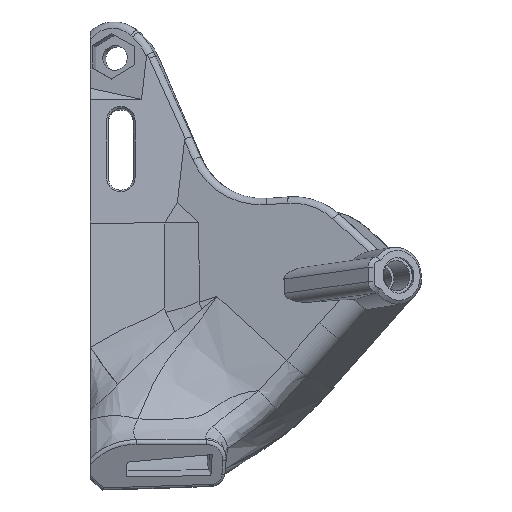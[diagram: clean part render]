
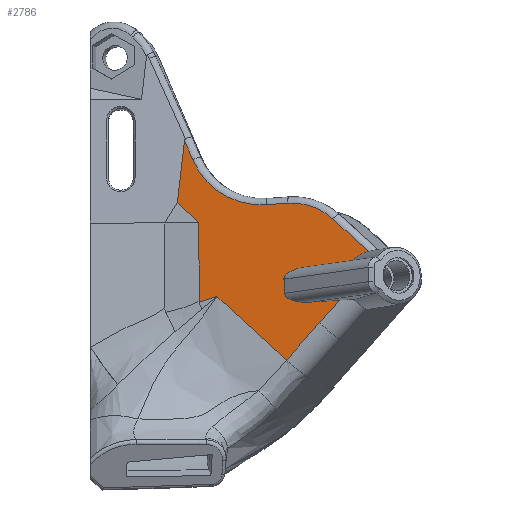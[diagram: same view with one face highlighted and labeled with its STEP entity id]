
A CAD part, left-side view. The second image highlights one B-rep face of the part: STEP entity #2786.
In plain terms, the highlighted planar face has unit normal (-0.968, 0.224, 0.11).
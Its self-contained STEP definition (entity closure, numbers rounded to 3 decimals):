
#73=ELLIPSE('',#2966,3.541,1.5);
#74=ELLIPSE('',#2967,3.541,1.5);
#75=ELLIPSE('',#2968,5.467,4.);
#117=LINE('',#5228,#306);
#118=LINE('',#5372,#307);
#119=LINE('',#5472,#308);
#120=LINE('',#5474,#309);
#121=LINE('',#5476,#310);
#122=LINE('',#5480,#311);
#123=LINE('',#5484,#312);
#124=LINE('',#5488,#313);
#125=LINE('',#5492,#314);
#126=LINE('',#5496,#315);
#127=LINE('',#5498,#316);
#128=LINE('',#5499,#317);
#306=VECTOR('',#3232,10.);
#307=VECTOR('',#3237,10.);
#308=VECTOR('',#3240,10.);
#309=VECTOR('',#3241,10.);
#310=VECTOR('',#3242,10.);
#311=VECTOR('',#3245,10.);
#312=VECTOR('',#3248,10.);
#313=VECTOR('',#3251,10.);
#314=VECTOR('',#3254,10.);
#315=VECTOR('',#3257,10.);
#316=VECTOR('',#3258,10.);
#317=VECTOR('',#3259,10.);
#479=PLANE('',#2965);
#571=FACE_OUTER_BOUND('',#745,.T.);
#745=EDGE_LOOP('',(#1986,#1987,#1988,#1989,#1990,#1991,#1992,#1993,#1994,
#1995,#1996,#1997,#1998,#1999,#2000,#2001,#2002,#2003,#2004,#2005));
#909=CIRCLE('',#2969,9.);
#910=CIRCLE('',#2970,11.);
#1035=B_SPLINE_CURVE_WITH_KNOTS('',3,(#5113,#5114,#5115,#5116,#5117,#5118,
#5119),.UNSPECIFIED.,.F.,.F.,(4,3,4),(0.,0.007,0.014),
 .UNSPECIFIED.);
#1037=B_SPLINE_CURVE_WITH_KNOTS('',3,(#5151,#5152,#5153,#5154,#5155,#5156),
 .UNSPECIFIED.,.F.,.F.,(4,2,4),(-2.849,-2.845,-2.582),
 .UNSPECIFIED.);
#1039=B_SPLINE_CURVE_WITH_KNOTS('',3,(#5221,#5222,#5223,#5224,#5225,#5226),
 .UNSPECIFIED.,.F.,.F.,(4,2,4),(4.29,4.3,4.587),
 .UNSPECIFIED.);
#1186=VERTEX_POINT('',#5084);
#1188=VERTEX_POINT('',#5096);
#1189=VERTEX_POINT('',#5144);
#1191=VERTEX_POINT('',#5220);
#1192=VERTEX_POINT('',#5227);
#1195=VERTEX_POINT('',#5367);
#1198=VERTEX_POINT('',#5471);
#1199=VERTEX_POINT('',#5473);
#1200=VERTEX_POINT('',#5475);
#1201=VERTEX_POINT('',#5477);
#1202=VERTEX_POINT('',#5479);
#1203=VERTEX_POINT('',#5481);
#1204=VERTEX_POINT('',#5483);
#1205=VERTEX_POINT('',#5485);
#1206=VERTEX_POINT('',#5487);
#1207=VERTEX_POINT('',#5489);
#1208=VERTEX_POINT('',#5491);
#1209=VERTEX_POINT('',#5493);
#1210=VERTEX_POINT('',#5495);
#1211=VERTEX_POINT('',#5497);
#1475=EDGE_CURVE('',#1186,#1188,#1035,.T.);
#1477=EDGE_CURVE('',#1189,#1188,#1037,.T.);
#1482=EDGE_CURVE('',#1186,#1191,#1039,.F.);
#1483=EDGE_CURVE('',#1192,#1191,#117,.T.);
#1491=EDGE_CURVE('',#1195,#1189,#118,.T.);
#1495=EDGE_CURVE('',#1198,#1195,#119,.T.);
#1496=EDGE_CURVE('',#1199,#1198,#120,.T.);
#1497=EDGE_CURVE('',#1199,#1200,#121,.T.);
#1498=EDGE_CURVE('',#1200,#1201,#73,.F.);
#1499=EDGE_CURVE('',#1201,#1202,#122,.T.);
#1500=EDGE_CURVE('',#1202,#1203,#74,.F.);
#1501=EDGE_CURVE('',#1204,#1203,#123,.T.);
#1502=EDGE_CURVE('',#1204,#1205,#75,.T.);
#1503=EDGE_CURVE('',#1205,#1206,#124,.T.);
#1504=EDGE_CURVE('',#1206,#1207,#909,.T.);
#1505=EDGE_CURVE('',#1207,#1208,#125,.T.);
#1506=EDGE_CURVE('',#1208,#1209,#910,.T.);
#1507=EDGE_CURVE('',#1209,#1210,#126,.T.);
#1508=EDGE_CURVE('',#1211,#1210,#127,.T.);
#1509=EDGE_CURVE('',#1192,#1211,#128,.T.);
#1986=ORIENTED_EDGE('',*,*,#1477,.F.);
#1987=ORIENTED_EDGE('',*,*,#1491,.F.);
#1988=ORIENTED_EDGE('',*,*,#1495,.F.);
#1989=ORIENTED_EDGE('',*,*,#1496,.F.);
#1990=ORIENTED_EDGE('',*,*,#1497,.T.);
#1991=ORIENTED_EDGE('',*,*,#1498,.T.);
#1992=ORIENTED_EDGE('',*,*,#1499,.T.);
#1993=ORIENTED_EDGE('',*,*,#1500,.T.);
#1994=ORIENTED_EDGE('',*,*,#1501,.F.);
#1995=ORIENTED_EDGE('',*,*,#1502,.T.);
#1996=ORIENTED_EDGE('',*,*,#1503,.T.);
#1997=ORIENTED_EDGE('',*,*,#1504,.T.);
#1998=ORIENTED_EDGE('',*,*,#1505,.T.);
#1999=ORIENTED_EDGE('',*,*,#1506,.T.);
#2000=ORIENTED_EDGE('',*,*,#1507,.T.);
#2001=ORIENTED_EDGE('',*,*,#1508,.F.);
#2002=ORIENTED_EDGE('',*,*,#1509,.F.);
#2003=ORIENTED_EDGE('',*,*,#1483,.T.);
#2004=ORIENTED_EDGE('',*,*,#1482,.F.);
#2005=ORIENTED_EDGE('',*,*,#1475,.T.);
#2786=ADVANCED_FACE('',(#571),#479,.F.);
#2965=AXIS2_PLACEMENT_3D('',#5470,#3238,#3239);
#2966=AXIS2_PLACEMENT_3D('',#5478,#3243,#3244);
#2967=AXIS2_PLACEMENT_3D('',#5482,#3246,#3247);
#2968=AXIS2_PLACEMENT_3D('',#5486,#3249,#3250);
#2969=AXIS2_PLACEMENT_3D('',#5490,#3252,#3253);
#2970=AXIS2_PLACEMENT_3D('',#5494,#3255,#3256);
#3232=DIRECTION('',(-0.113,0.,-0.994));
#3237=DIRECTION('',(0.241,0.717,0.654));
#3238=DIRECTION('center_axis',(0.968,-0.224,-0.11));
#3239=DIRECTION('ref_axis',(-0.159,-0.21,-0.965));
#3240=DIRECTION('',(0.068,0.66,-0.748));
#3241=DIRECTION('',(0.068,0.66,-0.748));
#3242=DIRECTION('',(0.218,0.974,-0.07));
#3243=DIRECTION('center_axis',(-0.968,0.224,0.11));
#3244=DIRECTION('ref_axis',(0.217,0.974,-0.07));
#3245=DIRECTION('',(0.123,0.043,0.991));
#3246=DIRECTION('center_axis',(-0.968,0.224,0.11));
#3247=DIRECTION('ref_axis',(0.217,0.974,-0.07));
#3248=DIRECTION('',(0.218,0.974,-0.07));
#3249=DIRECTION('center_axis',(0.968,-0.224,-0.11));
#3250=DIRECTION('ref_axis',(-0.226,-0.974,-0.005));
#3251=DIRECTION('',(0.241,0.717,0.654));
#3252=DIRECTION('center_axis',(-0.968,0.224,0.11));
#3253=DIRECTION('ref_axis',(0.029,-0.335,0.942));
#3254=DIRECTION('',(0.218,0.974,-0.066));
#3255=DIRECTION('center_axis',(0.968,-0.224,-0.11));
#3256=DIRECTION('ref_axis',(0.023,0.519,-0.855));
#3257=DIRECTION('',(0.192,0.386,0.902));
#3258=DIRECTION('',(0.086,-0.114,0.99));
#3259=DIRECTION('',(0.241,0.717,0.654));
#5084=CARTESIAN_POINT('',(22.707,3.382,-8.627));
#5096=CARTESIAN_POINT('',(22.687,3.359,-8.76));
#5113=CARTESIAN_POINT('Ctrl Pts',(22.707,3.382,-8.627));
#5114=CARTESIAN_POINT('Ctrl Pts',(22.704,3.382,-8.65));
#5115=CARTESIAN_POINT('Ctrl Pts',(22.701,3.38,-8.673));
#5116=CARTESIAN_POINT('Ctrl Pts',(22.698,3.376,-8.695));
#5117=CARTESIAN_POINT('Ctrl Pts',(22.695,3.372,-8.717));
#5118=CARTESIAN_POINT('Ctrl Pts',(22.691,3.367,-8.739));
#5119=CARTESIAN_POINT('Ctrl Pts',(22.687,3.359,-8.76));
#5144=CARTESIAN_POINT('',(22.199,0.865,-7.969));
#5151=CARTESIAN_POINT('Ctrl Pts',(22.199,0.865,-7.969));
#5152=CARTESIAN_POINT('Ctrl Pts',(22.201,0.875,-7.973));
#5153=CARTESIAN_POINT('Ctrl Pts',(22.203,0.884,-7.976));
#5154=CARTESIAN_POINT('Ctrl Pts',(22.355,1.699,-8.295));
#5155=CARTESIAN_POINT('Ctrl Pts',(22.517,2.523,-8.554));
#5156=CARTESIAN_POINT('Ctrl Pts',(22.687,3.359,-8.76));
#5220=CARTESIAN_POINT('',(23.043,3.382,-5.672));
#5221=CARTESIAN_POINT('Ctrl Pts',(23.043,3.382,-5.672));
#5222=CARTESIAN_POINT('Ctrl Pts',(23.04,3.382,-5.705));
#5223=CARTESIAN_POINT('Ctrl Pts',(23.036,3.382,-5.738));
#5224=CARTESIAN_POINT('Ctrl Pts',(22.924,3.382,-6.723));
#5225=CARTESIAN_POINT('Ctrl Pts',(22.815,3.382,-7.675));
#5226=CARTESIAN_POINT('Ctrl Pts',(22.707,3.382,-8.627));
#5227=CARTESIAN_POINT('',(23.966,3.384,2.433));
#5228=CARTESIAN_POINT('',(23.966,3.384,2.433));
#5367=CARTESIAN_POINT('',(18.93,-8.879,-16.863));
#5372=CARTESIAN_POINT('',(18.208,-11.03,-18.826));
#5470=CARTESIAN_POINT('Origin',(18.086,-13.816,-14.23));
#5471=CARTESIAN_POINT('',(18.456,-13.5,-11.626));
#5472=CARTESIAN_POINT('',(18.514,-12.934,-12.267));
#5473=CARTESIAN_POINT('',(18.168,-16.305,-8.447));
#5474=CARTESIAN_POINT('',(17.888,-19.025,-5.364));
#5475=CARTESIAN_POINT('',(19.103,-12.12,-8.749));
#5476=CARTESIAN_POINT('',(18.354,-15.47,-8.507));
#5477=CARTESIAN_POINT('',(20.057,-8.607,-7.51));
#5478=CARTESIAN_POINT('Origin',(19.287,-12.055,-7.261));
#5479=CARTESIAN_POINT('',(20.303,-8.521,-5.527));
#5480=CARTESIAN_POINT('',(20.449,-8.469,-4.345));
#5481=CARTESIAN_POINT('',(19.717,-11.904,-3.791));
#5482=CARTESIAN_POINT('Origin',(19.533,-11.969,-5.278));
#5483=CARTESIAN_POINT('',(18.449,-17.58,-3.382));
#5484=CARTESIAN_POINT('',(18.875,-15.673,-3.519));
#5485=CARTESIAN_POINT('',(18.004,-20.356,-1.641));
#5486=CARTESIAN_POINT('Origin',(17.163,-22.158,-5.361));
#5487=CARTESIAN_POINT('',(19.682,-15.354,2.925));
#5488=CARTESIAN_POINT('',(20.119,-14.05,4.114));
#5489=CARTESIAN_POINT('',(21.392,-9.051,5.117));
#5490=CARTESIAN_POINT('Origin',(20.292,-9.413,-3.808));
#5491=CARTESIAN_POINT('',(22.072,-6.011,4.91));
#5492=CARTESIAN_POINT('',(22.037,-6.167,4.921));
#5493=CARTESIAN_POINT('',(25.174,4.275,11.236));
#5494=CARTESIAN_POINT('Origin',(23.416,-5.569,15.819));
#5495=CARTESIAN_POINT('',(25.739,5.41,13.89));
#5496=CARTESIAN_POINT('',(23.863,1.641,5.076));
#5497=CARTESIAN_POINT('',(24.982,6.41,5.196));
#5498=CARTESIAN_POINT('',(24.082,7.597,-5.122));
#5499=CARTESIAN_POINT('',(17.802,-14.991,-14.337));
